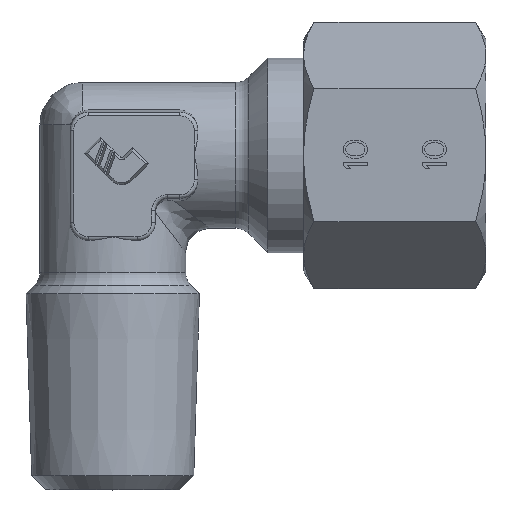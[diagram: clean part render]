
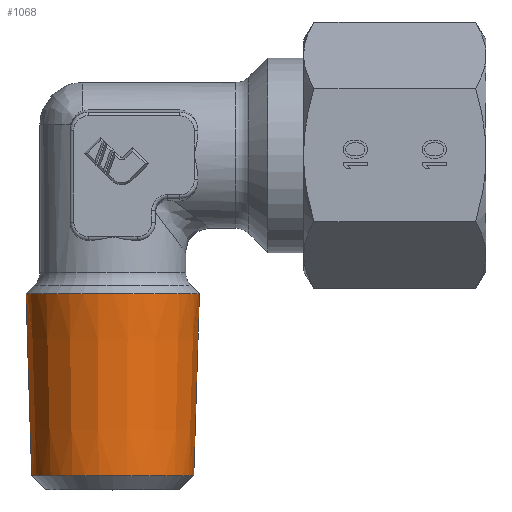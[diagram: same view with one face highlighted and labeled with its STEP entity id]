
A CAD part, top view. The second image highlights one B-rep face of the part: STEP entity #1068.
In plain terms, the highlighted conical face has half-angle 1.78 degrees and reference radius 6.896 mm.
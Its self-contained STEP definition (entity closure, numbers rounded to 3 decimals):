
#1068=ADVANCED_FACE('',(#2147),#2148,.T.);
#2147=FACE_OUTER_BOUND('',#3790,.T.);
#2148=CONICAL_SURFACE('',#3791,6.896,0.031);
#3790=EDGE_LOOP('',(#6881,#6882,#6883,#6884));
#3791=AXIS2_PLACEMENT_3D('',#6885,#6886,#6887);
#6881=ORIENTED_EDGE('',*,*,#6998,.T.);
#6882=ORIENTED_EDGE('',*,*,#7915,.F.);
#6883=ORIENTED_EDGE('',*,*,#7000,.T.);
#6884=ORIENTED_EDGE('',*,*,#7831,.F.);
#6885=CARTESIAN_POINT('',(0.0,-18.857,0.0));
#6886=DIRECTION('',(-0.0,1.0,-0.0));
#6887=DIRECTION('',(1.0,0.0,0.0));
#6998=EDGE_CURVE('',#8257,#8258,#8259,.T.);
#7000=EDGE_CURVE('',#8262,#8260,#8263,.T.);
#7831=EDGE_CURVE('',#8257,#8260,#9596,.T.);
#7915=EDGE_CURVE('',#8262,#8258,#9701,.T.);
#8257=VERTEX_POINT('',#10168);
#8258=VERTEX_POINT('',#10169);
#8259=LINE('',#10170,#10171);
#8260=VERTEX_POINT('',#10172);
#8262=VERTEX_POINT('',#10174);
#8263=LINE('',#10175,#10176);
#9596=CIRCLE('',#12808,6.664);
#9701=CIRCLE('',#13056,7.129);
#10168=CARTESIAN_POINT('',(6.664,-26.335,0.0));
#10169=CARTESIAN_POINT('',(7.129,-11.379,0.));
#10170=CARTESIAN_POINT('',(6.896,-18.857,0.));
#10171=VECTOR('',#13758,1.0);
#10172=CARTESIAN_POINT('',(-6.664,-26.335,0.));
#10174=CARTESIAN_POINT('',(-7.129,-11.379,0.0));
#10175=CARTESIAN_POINT('',(-6.896,-18.857,0.));
#10176=VECTOR('',#13762,1.0);
#12808=AXIS2_PLACEMENT_3D('',#14697,#14698,#14699);
#13056=AXIS2_PLACEMENT_3D('',#14781,#14782,#14783);
#13758=DIRECTION('',(0.031,1.,0.));
#13762=DIRECTION('',(0.031,-1.,0.));
#14697=CARTESIAN_POINT('',(0.0,-26.335,0.0));
#14698=DIRECTION('',(0.0,-1.0,0.0));
#14699=DIRECTION('',(1.0,0.0,0.0));
#14781=CARTESIAN_POINT('',(0.0,-11.379,0.0));
#14782=DIRECTION('',(0.0,1.0,0.0));
#14783=DIRECTION('',(-1.0,0.0,0.0));
